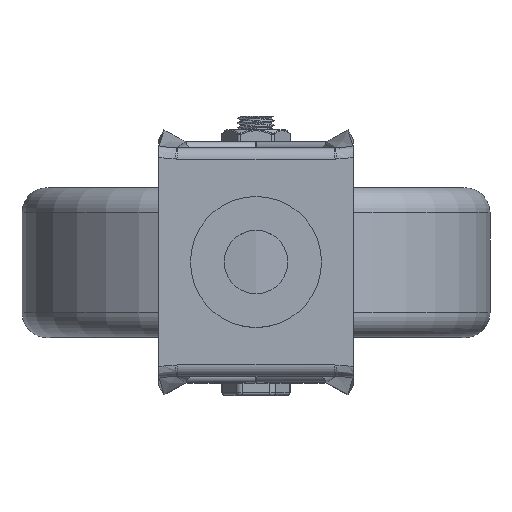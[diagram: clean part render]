
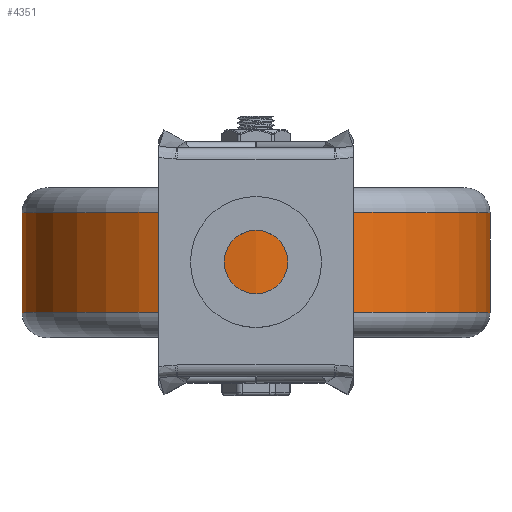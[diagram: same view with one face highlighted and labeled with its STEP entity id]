
A CAD part, top view. The second image highlights one B-rep face of the part: STEP entity #4351.
In plain terms, the highlighted cylindrical face has radius 37.5 mm (diameter 75 mm), a full revolution.
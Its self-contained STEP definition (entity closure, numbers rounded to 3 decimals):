
#390=FACE_OUTER_BOUND('',#673,.T.);
#673=EDGE_LOOP('',(#3331,#3332,#3333,#3334,#3335,#3336));
#943=CIRCLE('',#4746,37.5);
#944=CIRCLE('',#4747,37.5);
#945=CIRCLE('',#4749,37.5);
#946=CIRCLE('',#4750,37.5);
#1270=LINE('',#14192,#1500);
#1500=VECTOR('',#5546,37.5);
#1909=VERTEX_POINT('',#14185);
#1910=VERTEX_POINT('',#14187);
#1911=VERTEX_POINT('',#14191);
#1912=VERTEX_POINT('',#14193);
#2418=EDGE_CURVE('',#1909,#1910,#943,.T.);
#2419=EDGE_CURVE('',#1910,#1909,#944,.T.);
#2420=EDGE_CURVE('',#1910,#1911,#1270,.T.);
#2421=EDGE_CURVE('',#1911,#1912,#945,.T.);
#2422=EDGE_CURVE('',#1912,#1911,#946,.T.);
#3331=ORIENTED_EDGE('',*,*,#2418,.F.);
#3332=ORIENTED_EDGE('',*,*,#2419,.F.);
#3333=ORIENTED_EDGE('',*,*,#2420,.T.);
#3334=ORIENTED_EDGE('',*,*,#2421,.T.);
#3335=ORIENTED_EDGE('',*,*,#2422,.T.);
#3336=ORIENTED_EDGE('',*,*,#2420,.F.);
#4185=CYLINDRICAL_SURFACE('',#4748,37.5);
#4351=ADVANCED_FACE('',(#390),#4185,.T.);
#4746=AXIS2_PLACEMENT_3D('',#14188,#5540,#5541);
#4747=AXIS2_PLACEMENT_3D('',#14189,#5542,#5543);
#4748=AXIS2_PLACEMENT_3D('',#14190,#5544,#5545);
#4749=AXIS2_PLACEMENT_3D('',#14194,#5547,#5548);
#4750=AXIS2_PLACEMENT_3D('',#14195,#5549,#5550);
#5540=DIRECTION('center_axis',(0.,-1.,0.));
#5541=DIRECTION('ref_axis',(0.,0.,1.));
#5542=DIRECTION('center_axis',(0.,-1.,0.));
#5543=DIRECTION('ref_axis',(0.,0.,1.));
#5544=DIRECTION('center_axis',(0.,-1.,0.));
#5545=DIRECTION('ref_axis',(0.,0.,1.));
#5546=DIRECTION('',(0.,1.,0.));
#5547=DIRECTION('center_axis',(0.,-1.,0.));
#5548=DIRECTION('ref_axis',(0.,0.,1.));
#5549=DIRECTION('center_axis',(0.,-1.,0.));
#5550=DIRECTION('ref_axis',(0.,0.,1.));
#14185=CARTESIAN_POINT('',(0.,-8.,37.5));
#14187=CARTESIAN_POINT('',(0.,-8.,-37.5));
#14188=CARTESIAN_POINT('Origin',(0.,-8.,0.));
#14189=CARTESIAN_POINT('Origin',(0.,-8.,0.));
#14190=CARTESIAN_POINT('Origin',(0.,0.,0.));
#14191=CARTESIAN_POINT('',(0.,8.,-37.5));
#14192=CARTESIAN_POINT('',(0.,0.,-37.5));
#14193=CARTESIAN_POINT('',(0.,8.,37.5));
#14194=CARTESIAN_POINT('Origin',(0.,8.,0.));
#14195=CARTESIAN_POINT('Origin',(0.,8.,0.));
